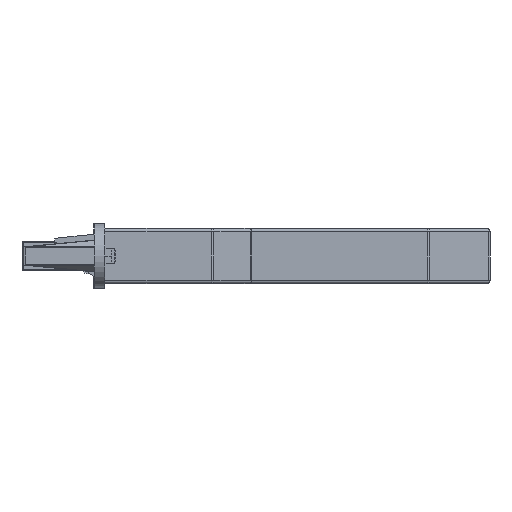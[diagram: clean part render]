
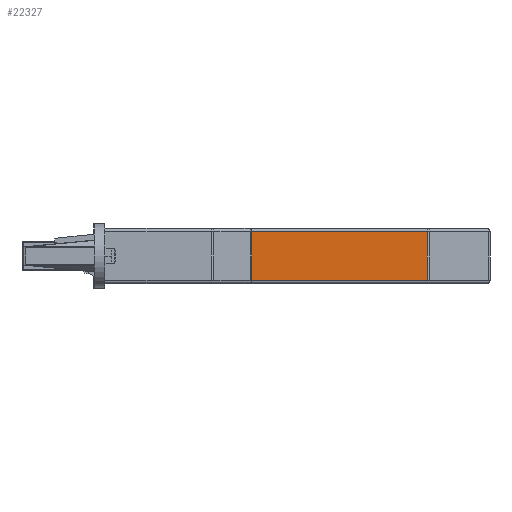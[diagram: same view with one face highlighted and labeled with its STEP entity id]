
A CAD part, front view. The second image highlights one B-rep face of the part: STEP entity #22327.
In plain terms, the highlighted planar face has unit normal (0, -1, 0).
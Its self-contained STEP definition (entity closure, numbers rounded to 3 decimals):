
#333 = VECTOR ( 'NONE', #17240, 1000. ) ;
#492 = DIRECTION ( 'NONE',  ( 0., -1., 0. ) ) ;
#596 = EDGE_CURVE ( 'NONE', #10442, #16980, #18519, .T. ) ;
#2119 = VERTEX_POINT ( 'NONE', #18034 ) ;
#3138 = DIRECTION ( 'NONE',  ( 0., -1., 0. ) ) ;
#3174 = DIRECTION ( 'NONE',  ( 1., 0., 0. ) ) ;
#3259 = FACE_BOUND ( 'NONE', #8736, .T. ) ;
#3321 = EDGE_CURVE ( 'NONE', #21616, #2119, #4737, .T. ) ;
#3483 = AXIS2_PLACEMENT_3D ( 'NONE', #8792, #3138, #15508 ) ;
#3574 = EDGE_CURVE ( 'NONE', #11926, #19777, #13320, .T. ) ;
#4737 = LINE ( 'NONE', #6633, #333 ) ;
#5645 = CIRCLE ( 'NONE', #23337, 1.75 ) ;
#6552 = PLANE ( 'NONE',  #3483 ) ;
#6633 = CARTESIAN_POINT ( 'NONE',  ( 14., -14.7, -1.75 ) ) ;
#7235 = CARTESIAN_POINT ( 'NONE',  ( 14., -14.7, -0.75 ) ) ;
#7785 = EDGE_CURVE ( 'NONE', #19777, #2119, #21761, .T. ) ;
#7906 = DIRECTION ( 'NONE',  ( 0., 0., -1. ) ) ;
#8016 = CARTESIAN_POINT ( 'NONE',  ( 44.75, -14.7, 6. ) ) ;
#8063 = VECTOR ( 'NONE', #9478, 1000. ) ;
#8230 = CARTESIAN_POINT ( 'NONE',  ( 104., -14.7, -0.75 ) ) ;
#8736 = EDGE_LOOP ( 'NONE', ( #13956, #18972 ) ) ;
#8792 = CARTESIAN_POINT ( 'NONE',  ( 14., -14.7, -1.75 ) ) ;
#9125 = DIRECTION ( 'NONE',  ( 0., 0., -1. ) ) ;
#9478 = DIRECTION ( 'NONE',  ( -1., 0., 0. ) ) ;
#10131 = VECTOR ( 'NONE', #11674, 1000. ) ;
#10201 = FACE_OUTER_BOUND ( 'NONE', #17649, .T. ) ;
#10442 = VERTEX_POINT ( 'NONE', #16397 ) ;
#11096 = ORIENTED_EDGE ( 'NONE', *, *, #3321, .F. ) ;
#11441 = CARTESIAN_POINT ( 'NONE',  ( 103.586, -14.7, -1.75 ) ) ;
#11674 = DIRECTION ( 'NONE',  ( 0., 0., 1. ) ) ;
#11926 = VERTEX_POINT ( 'NONE', #14256 ) ;
#13320 = LINE ( 'NONE', #11441, #10131 ) ;
#13956 = ORIENTED_EDGE ( 'NONE', *, *, #596, .F. ) ;
#14256 = CARTESIAN_POINT ( 'NONE',  ( 103.586, -14.7, -0.75 ) ) ;
#14284 = ORIENTED_EDGE ( 'NONE', *, *, #16207, .T. ) ;
#14992 = ORIENTED_EDGE ( 'NONE', *, *, #7785, .T. ) ;
#15508 = DIRECTION ( 'NONE',  ( 1., 0., 0. ) ) ;
#15694 = CARTESIAN_POINT ( 'NONE',  ( 44.75, -14.7, 7.75 ) ) ;
#16207 = EDGE_CURVE ( 'NONE', #21616, #11926, #17204, .T. ) ;
#16265 = AXIS2_PLACEMENT_3D ( 'NONE', #22091, #492, #9125 ) ;
#16338 = CARTESIAN_POINT ( 'NONE',  ( 14., -14.7, 12.75 ) ) ;
#16397 = CARTESIAN_POINT ( 'NONE',  ( 44.75, -14.7, 4.25 ) ) ;
#16831 = ORIENTED_EDGE ( 'NONE', *, *, #3574, .T. ) ;
#16980 = VERTEX_POINT ( 'NONE', #15694 ) ;
#17204 = LINE ( 'NONE', #8230, #18759 ) ;
#17240 = DIRECTION ( 'NONE',  ( 0., 0., 1. ) ) ;
#17649 = EDGE_LOOP ( 'NONE', ( #11096, #14284, #16831, #14992 ) ) ;
#18034 = CARTESIAN_POINT ( 'NONE',  ( 14., -14.7, 12.75 ) ) ;
#18519 = CIRCLE ( 'NONE', #16265, 1.75 ) ;
#18759 = VECTOR ( 'NONE', #3174, 1000. ) ;
#18780 = EDGE_CURVE ( 'NONE', #16980, #10442, #5645, .T. ) ;
#18972 = ORIENTED_EDGE ( 'NONE', *, *, #18780, .F. ) ;
#19384 = CARTESIAN_POINT ( 'NONE',  ( 103.586, -14.7, 12.75 ) ) ;
#19777 = VERTEX_POINT ( 'NONE', #19384 ) ;
#20645 = DIRECTION ( 'NONE',  ( 0., -1., 0. ) ) ;
#21616 = VERTEX_POINT ( 'NONE', #7235 ) ;
#21761 = LINE ( 'NONE', #16338, #8063 ) ;
#22091 = CARTESIAN_POINT ( 'NONE',  ( 44.75, -14.7, 6. ) ) ;
#22327 = ADVANCED_FACE ( 'NONE', ( #3259, #10201 ), #6552, .T. ) ;
#23337 = AXIS2_PLACEMENT_3D ( 'NONE', #8016, #20645, #7906 ) ;
